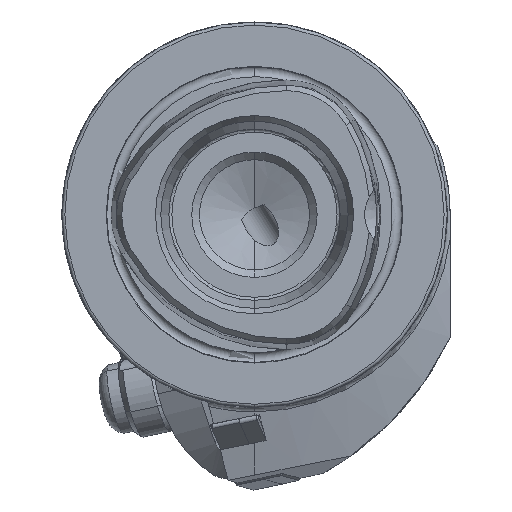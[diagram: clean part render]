
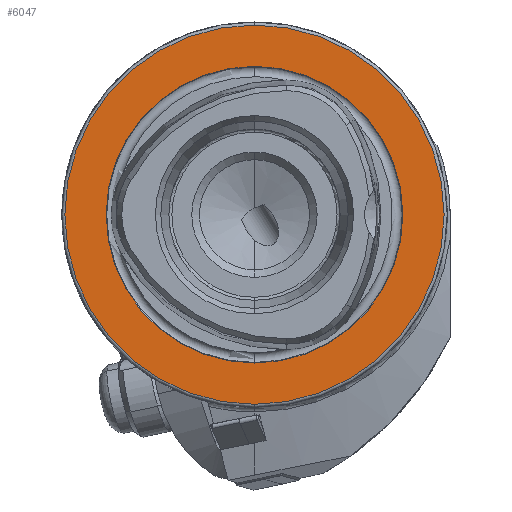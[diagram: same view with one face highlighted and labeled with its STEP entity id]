
A CAD part, left-side view. The second image highlights one B-rep face of the part: STEP entity #6047.
In plain terms, the highlighted planar face has unit normal (-1, 0, 0).
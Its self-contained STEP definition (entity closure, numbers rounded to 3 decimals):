
#337 = VERTEX_POINT ( 'NONE', #352 ) ;
#352 = CARTESIAN_POINT ( 'NONE',  ( 0., 0., 24.25 ) ) ;
#529 = CARTESIAN_POINT ( 'NONE',  ( 0., 24.25, 0. ) ) ;
#807 = EDGE_CURVE ( 'NONE', #6939, #8234, #2297, .T. ) ;
#1172 = DIRECTION ( 'NONE',  ( 0., 0., 1. ) ) ;
#1224 = CIRCLE ( 'NONE', #8989, 24.25 ) ;
#1719 = ORIENTED_EDGE ( 'NONE', *, *, #11878, .T. ) ;
#1775 = DIRECTION ( 'NONE',  ( 0., 0., -1. ) ) ;
#2297 = CIRCLE ( 'NONE', #9143, 31. ) ;
#2643 = ORIENTED_EDGE ( 'NONE', *, *, #10491, .F. ) ;
#3521 = VERTEX_POINT ( 'NONE', #7343 ) ;
#3598 = EDGE_CURVE ( 'NONE', #3521, #337, #5699, .T. ) ;
#5699 = CIRCLE ( 'NONE', #11696, 24.25 ) ;
#5761 = EDGE_LOOP ( 'NONE', ( #1719, #11282 ) ) ;
#5826 = DIRECTION ( 'NONE',  ( -1., 0., 0. ) ) ;
#6047 = ADVANCED_FACE ( 'NONE', ( #13344, #12949 ), #12276, .F. ) ;
#6658 = CARTESIAN_POINT ( 'NONE',  ( 0., 0., 0. ) ) ;
#6851 = CARTESIAN_POINT ( 'NONE',  ( 0., 0., -31. ) ) ;
#6939 = VERTEX_POINT ( 'NONE', #6851 ) ;
#6982 = DIRECTION ( 'NONE',  ( -1., 0., 0. ) ) ;
#7343 = CARTESIAN_POINT ( 'NONE',  ( 0., 0., -24.25 ) ) ;
#7848 = DIRECTION ( 'NONE',  ( 0., 0., 1. ) ) ;
#8089 = AXIS2_PLACEMENT_3D ( 'NONE', #529, #8856, #1775 ) ;
#8234 = VERTEX_POINT ( 'NONE', #13453 ) ;
#8266 = DIRECTION ( 'NONE',  ( -1., 0., 0. ) ) ;
#8856 = DIRECTION ( 'NONE',  ( 1., 0., 0. ) ) ;
#8989 = AXIS2_PLACEMENT_3D ( 'NONE', #6658, #14840, #7848 ) ;
#9143 = AXIS2_PLACEMENT_3D ( 'NONE', #12827, #5826, #14023 ) ;
#9650 = CIRCLE ( 'NONE', #13955, 31. ) ;
#10491 = EDGE_CURVE ( 'NONE', #337, #3521, #1224, .T. ) ;
#11282 = ORIENTED_EDGE ( 'NONE', *, *, #807, .T. ) ;
#11364 = ORIENTED_EDGE ( 'NONE', *, *, #3598, .F. ) ;
#11483 = EDGE_LOOP ( 'NONE', ( #2643, #11364 ) ) ;
#11696 = AXIS2_PLACEMENT_3D ( 'NONE', #15262, #8266, #1172 ) ;
#11878 = EDGE_CURVE ( 'NONE', #8234, #6939, #9650, .T. ) ;
#12276 = PLANE ( 'NONE',  #8089 ) ;
#12827 = CARTESIAN_POINT ( 'NONE',  ( 0., 0., 0. ) ) ;
#12949 = FACE_OUTER_BOUND ( 'NONE', #5761, .T. ) ;
#13344 = FACE_BOUND ( 'NONE', #11483, .T. ) ;
#13453 = CARTESIAN_POINT ( 'NONE',  ( 0., 0., 31. ) ) ;
#13955 = AXIS2_PLACEMENT_3D ( 'NONE', #14001, #6982, #15175 ) ;
#14001 = CARTESIAN_POINT ( 'NONE',  ( 0., 0., 0. ) ) ;
#14023 = DIRECTION ( 'NONE',  ( 0., 0., 1. ) ) ;
#14840 = DIRECTION ( 'NONE',  ( -1., 0., 0. ) ) ;
#15175 = DIRECTION ( 'NONE',  ( 0., 0., 1. ) ) ;
#15262 = CARTESIAN_POINT ( 'NONE',  ( 0., 0., 0. ) ) ;
